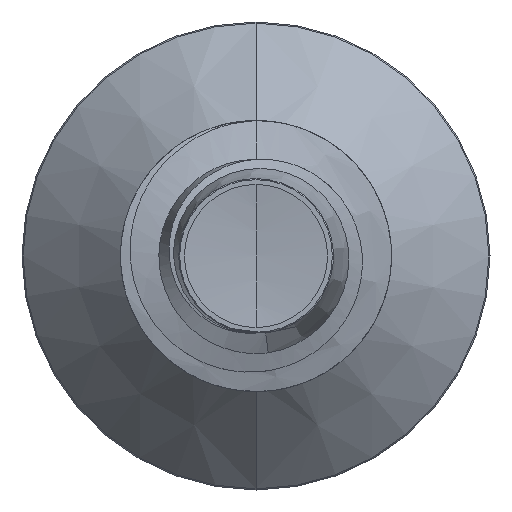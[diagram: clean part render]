
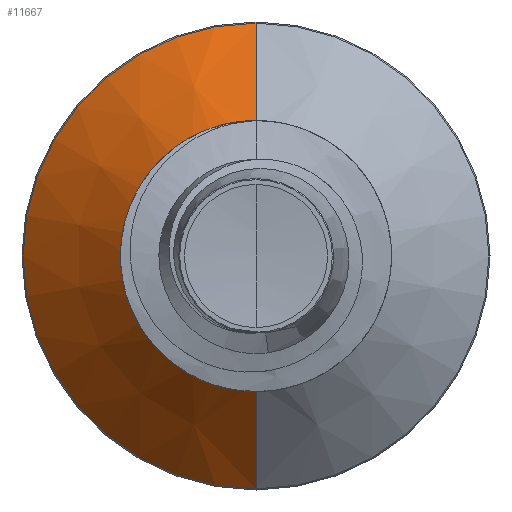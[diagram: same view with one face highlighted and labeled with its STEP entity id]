
A CAD part, front view. The second image highlights one B-rep face of the part: STEP entity #11667.
In plain terms, the highlighted conical face has half-angle 45 degrees and reference radius 1.034 mm.
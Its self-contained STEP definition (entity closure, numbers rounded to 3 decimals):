
#728 = VERTEX_POINT ( 'NONE', #9876 ) ;
#861 = CARTESIAN_POINT ( 'NONE',  ( 0., 6.784, 0. ) ) ;
#1043 = CARTESIAN_POINT ( 'NONE',  ( 0., 6.784, -1.034 ) ) ;
#1208 = CARTESIAN_POINT ( 'NONE',  ( 0., 6.784, 0. ) ) ;
#1911 = DIRECTION ( 'NONE',  ( 0., 1., 0. ) ) ;
#2411 = EDGE_CURVE ( 'NONE', #8571, #728, #13391, .T. ) ;
#2548 = AXIS2_PLACEMENT_3D ( 'NONE', #10423, #1911, #11894 ) ;
#2588 = DIRECTION ( 'NONE',  ( 0., 0., 1. ) ) ;
#3327 = CONICAL_SURFACE ( 'NONE', #13256, 1.034, 0.785 ) ;
#4431 = ORIENTED_EDGE ( 'NONE', *, *, #13231, .T. ) ;
#4454 = DIRECTION ( 'NONE',  ( 0., 0.707, -0.707 ) ) ;
#4548 = CARTESIAN_POINT ( 'NONE',  ( 0., 6.784, -1.034 ) ) ;
#4907 = CARTESIAN_POINT ( 'NONE',  ( 0., 7.64, 1.89 ) ) ;
#5996 = VERTEX_POINT ( 'NONE', #7735 ) ;
#6643 = EDGE_LOOP ( 'NONE', ( #15073, #4431, #8359, #11353 ) ) ;
#6664 = CIRCLE ( 'NONE', #17648, 1.034 ) ;
#7567 = LINE ( 'NONE', #13765, #17284 ) ;
#7599 = DIRECTION ( 'NONE',  ( 0., 1., 0. ) ) ;
#7735 = CARTESIAN_POINT ( 'NONE',  ( 0., 6.784, 1.034 ) ) ;
#8359 = ORIENTED_EDGE ( 'NONE', *, *, #11932, .T. ) ;
#8571 = VERTEX_POINT ( 'NONE', #1043 ) ;
#8821 = CIRCLE ( 'NONE', #2548, 1.89 ) ;
#9639 = VECTOR ( 'NONE', #4454, 1000. ) ;
#9876 = CARTESIAN_POINT ( 'NONE',  ( 0., 7.64, -1.89 ) ) ;
#10423 = CARTESIAN_POINT ( 'NONE',  ( 0., 7.64, 0. ) ) ;
#11053 = VERTEX_POINT ( 'NONE', #4907 ) ;
#11122 = DIRECTION ( 'NONE',  ( 0., 1., 0. ) ) ;
#11347 = FACE_OUTER_BOUND ( 'NONE', #6643, .T. ) ;
#11353 = ORIENTED_EDGE ( 'NONE', *, *, #16342, .F. ) ;
#11667 = ADVANCED_FACE ( 'NONE', ( #11347 ), #3327, .T. ) ;
#11894 = DIRECTION ( 'NONE',  ( 0., 0., 1. ) ) ;
#11932 = EDGE_CURVE ( 'NONE', #5996, #11053, #7567, .T. ) ;
#13231 = EDGE_CURVE ( 'NONE', #8571, #5996, #6664, .T. ) ;
#13256 = AXIS2_PLACEMENT_3D ( 'NONE', #861, #7599, #17553 ) ;
#13391 = LINE ( 'NONE', #4548, #9639 ) ;
#13765 = CARTESIAN_POINT ( 'NONE',  ( 0., 6.784, 1.034 ) ) ;
#15073 = ORIENTED_EDGE ( 'NONE', *, *, #2411, .F. ) ;
#15157 = DIRECTION ( 'NONE',  ( 0., 0.707, 0.707 ) ) ;
#16342 = EDGE_CURVE ( 'NONE', #728, #11053, #8821, .T. ) ;
#17284 = VECTOR ( 'NONE', #15157, 1000. ) ;
#17553 = DIRECTION ( 'NONE',  ( 0., 0., 1. ) ) ;
#17648 = AXIS2_PLACEMENT_3D ( 'NONE', #1208, #11122, #2588 ) ;
